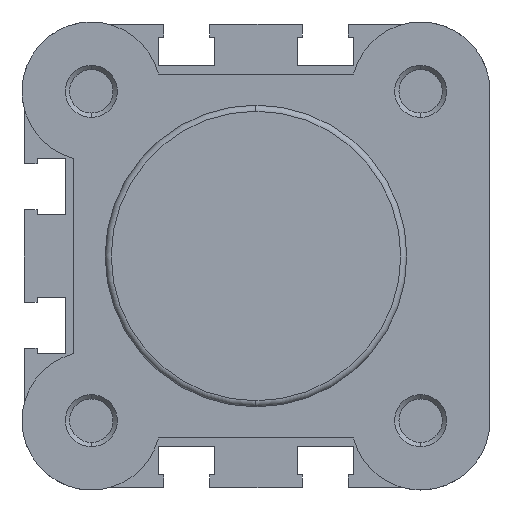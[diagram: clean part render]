
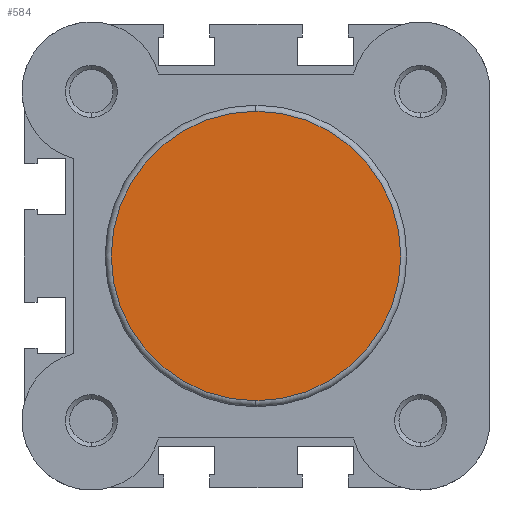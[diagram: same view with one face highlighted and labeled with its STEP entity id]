
A CAD part, left-side view. The second image highlights one B-rep face of the part: STEP entity #584.
In plain terms, the highlighted planar face has unit normal (-1, 0, 0).
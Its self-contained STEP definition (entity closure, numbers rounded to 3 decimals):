
#17 = VERTEX_POINT ( 'NONE', #5768 ) ;
#372 = EDGE_LOOP ( 'NONE', ( #2867, #2866 ) ) ;
#584 = ADVANCED_FACE ( 'NONE', ( #6435 ), #3351, .T. ) ;
#718 = EDGE_CURVE ( 'NONE', #17, #5932, #1864, .T. ) ;
#754 = EDGE_CURVE ( 'NONE', #5932, #17, #1914, .T. ) ;
#1162 = AXIS2_PLACEMENT_3D ( 'NONE', #3352, #3349, #3348 ) ;
#1289 = AXIS2_PLACEMENT_3D ( 'NONE', #3845, #3846, #3847 ) ;
#1309 = AXIS2_PLACEMENT_3D ( 'NONE', #3939, #3941, #3942 ) ;
#1864 = CIRCLE ( 'NONE', #1289, 16.7 ) ;
#1914 = CIRCLE ( 'NONE', #1309, 16.7 ) ;
#2866 = ORIENTED_EDGE ( 'NONE', *, *, #754, .T. ) ;
#2867 = ORIENTED_EDGE ( 'NONE', *, *, #718, .T. ) ;
#3348 = DIRECTION ( 'NONE',  ( 0., 0., 1. ) ) ;
#3349 = DIRECTION ( 'NONE',  ( -1., 0., 0. ) ) ;
#3351 = PLANE ( 'NONE',  #1162 ) ;
#3352 = CARTESIAN_POINT ( 'NONE',  ( 0., -17.4, 0. ) ) ;
#3845 = CARTESIAN_POINT ( 'NONE',  ( 0., 0., 0. ) ) ;
#3846 = DIRECTION ( 'NONE',  ( -1., 0., 0. ) ) ;
#3847 = DIRECTION ( 'NONE',  ( 0., 0., 1. ) ) ;
#3939 = CARTESIAN_POINT ( 'NONE',  ( 0., 0., 0. ) ) ;
#3941 = DIRECTION ( 'NONE',  ( -1., 0., 0. ) ) ;
#3942 = DIRECTION ( 'NONE',  ( 0., 0., 1. ) ) ;
#5112 = CARTESIAN_POINT ( 'NONE',  ( 0., 0., -16.7 ) ) ;
#5768 = CARTESIAN_POINT ( 'NONE',  ( 0., 0., 16.7 ) ) ;
#5932 = VERTEX_POINT ( 'NONE', #5112 ) ;
#6435 = FACE_OUTER_BOUND ( 'NONE', #372, .T. ) ;
